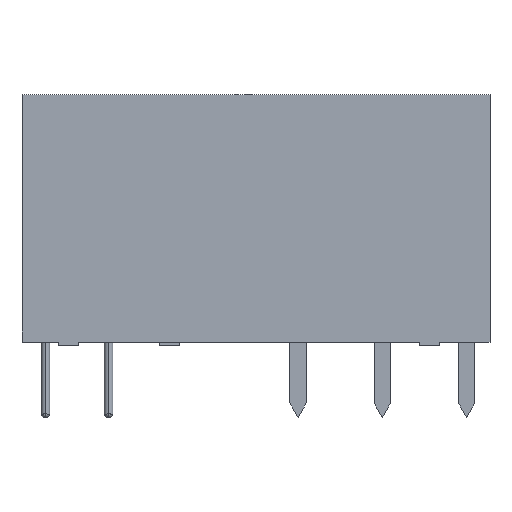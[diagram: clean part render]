
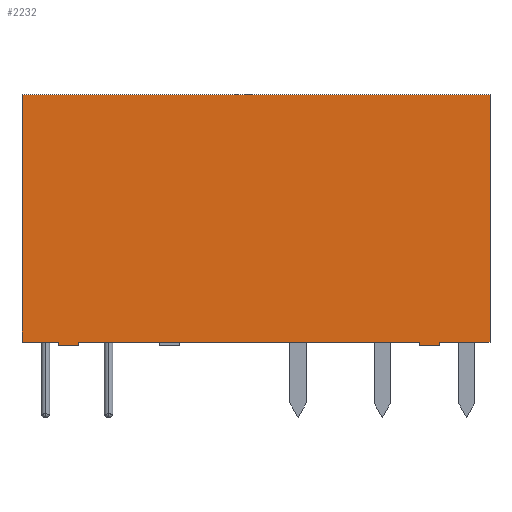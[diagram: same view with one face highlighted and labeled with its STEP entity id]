
A CAD part, top view. The second image highlights one B-rep face of the part: STEP entity #2232.
In plain terms, the highlighted planar face has unit normal (0, 0, 1).
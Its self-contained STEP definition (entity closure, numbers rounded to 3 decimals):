
#65 = CARTESIAN_POINT ( 'NONE',  ( -11.8, -0.2, 2.5 ) ) ;
#79 = AXIS2_PLACEMENT_3D ( 'NONE', #772, #768, #767 ) ;
#152 = DIRECTION ( 'NONE',  ( 0., -1., 0. ) ) ;
#224 = VECTOR ( 'NONE', #230, 1000. ) ;
#230 = DIRECTION ( 'NONE',  ( 0., -1., 0. ) ) ;
#258 = LINE ( 'NONE', #1886, #2130 ) ;
#262 = EDGE_CURVE ( 'NONE', #494, #475, #1065, .T. ) ;
#286 = LINE ( 'NONE', #2160, #1204 ) ;
#316 = FACE_OUTER_BOUND ( 'NONE', #439, .T. ) ;
#347 = CARTESIAN_POINT ( 'NONE',  ( -10.6, 0., 2.5 ) ) ;
#363 = ORIENTED_EDGE ( 'NONE', *, *, #1740, .T. ) ;
#392 = LINE ( 'NONE', #684, #408 ) ;
#408 = VECTOR ( 'NONE', #535, 1000. ) ;
#439 = EDGE_LOOP ( 'NONE', ( #1417, #624, #850, #2187, #363, #600, #2225, #761, #1367, #472, #1754, #1967 ) ) ;
#440 = DIRECTION ( 'NONE',  ( 1., 0., 0. ) ) ;
#472 = ORIENTED_EDGE ( 'NONE', *, *, #1823, .F. ) ;
#475 = VERTEX_POINT ( 'NONE', #1775 ) ;
#476 = CARTESIAN_POINT ( 'NONE',  ( 9.8, -0.2, 2.5 ) ) ;
#484 = VECTOR ( 'NONE', #666, 1000. ) ;
#494 = VERTEX_POINT ( 'NONE', #562 ) ;
#534 = LINE ( 'NONE', #667, #484 ) ;
#535 = DIRECTION ( 'NONE',  ( 0., 1., 0. ) ) ;
#562 = CARTESIAN_POINT ( 'NONE',  ( 9.8, -0.2, 2.5 ) ) ;
#600 = ORIENTED_EDGE ( 'NONE', *, *, #2005, .T. ) ;
#621 = DIRECTION ( 'NONE',  ( 0., -1., 0. ) ) ;
#624 = ORIENTED_EDGE ( 'NONE', *, *, #2183, .T. ) ;
#646 = CARTESIAN_POINT ( 'NONE',  ( -14., 0., 2.5 ) ) ;
#657 = CARTESIAN_POINT ( 'NONE',  ( -14., 14.8, 2.5 ) ) ;
#659 = CARTESIAN_POINT ( 'NONE',  ( -10.6, -0.2, 2.5 ) ) ;
#662 = LINE ( 'NONE', #1156, #1755 ) ;
#666 = DIRECTION ( 'NONE',  ( 0., 1., 0. ) ) ;
#667 = CARTESIAN_POINT ( 'NONE',  ( -10.6, 0., 2.5 ) ) ;
#684 = CARTESIAN_POINT ( 'NONE',  ( 11., 0., 2.5 ) ) ;
#702 = CARTESIAN_POINT ( 'NONE',  ( 14., 14.8, 2.5 ) ) ;
#761 = ORIENTED_EDGE ( 'NONE', *, *, #1574, .T. ) ;
#767 = DIRECTION ( 'NONE',  ( -1., 0., 0. ) ) ;
#768 = DIRECTION ( 'NONE',  ( 0., 0., -1. ) ) ;
#772 = CARTESIAN_POINT ( 'NONE',  ( -14., 14.8, 2.5 ) ) ;
#776 = DIRECTION ( 'NONE',  ( 1., 0., 0. ) ) ;
#800 = DIRECTION ( 'NONE',  ( 0., -1., 0. ) ) ;
#840 = VECTOR ( 'NONE', #776, 1000. ) ;
#844 = CARTESIAN_POINT ( 'NONE',  ( -14., 0., 2.5 ) ) ;
#850 = ORIENTED_EDGE ( 'NONE', *, *, #1009, .T. ) ;
#861 = VERTEX_POINT ( 'NONE', #2107 ) ;
#865 = VERTEX_POINT ( 'NONE', #1402 ) ;
#942 = CARTESIAN_POINT ( 'NONE',  ( 11., 0., 2.5 ) ) ;
#998 = LINE ( 'NONE', #1827, #224 ) ;
#1009 = EDGE_CURVE ( 'NONE', #865, #1620, #1762, .T. ) ;
#1029 = EDGE_CURVE ( 'NONE', #2272, #861, #662, .T. ) ;
#1065 = LINE ( 'NONE', #476, #1896 ) ;
#1096 = VERTEX_POINT ( 'NONE', #2108 ) ;
#1156 = CARTESIAN_POINT ( 'NONE',  ( -14., 0., 2.5 ) ) ;
#1169 = VECTOR ( 'NONE', #1238, 1000. ) ;
#1204 = VECTOR ( 'NONE', #440, 1000. ) ;
#1205 = DIRECTION ( 'NONE',  ( 1., 0., 0. ) ) ;
#1233 = LINE ( 'NONE', #657, #1841 ) ;
#1238 = DIRECTION ( 'NONE',  ( 1., 0., 0. ) ) ;
#1267 = EDGE_CURVE ( 'NONE', #1469, #1611, #1812, .T. ) ;
#1306 = CARTESIAN_POINT ( 'NONE',  ( -14., 14.8, 2.5 ) ) ;
#1321 = LINE ( 'NONE', #702, #2309 ) ;
#1367 = ORIENTED_EDGE ( 'NONE', *, *, #1267, .T. ) ;
#1402 = CARTESIAN_POINT ( 'NONE',  ( -11.8, -0.2, 2.5 ) ) ;
#1417 = ORIENTED_EDGE ( 'NONE', *, *, #1029, .T. ) ;
#1469 = VERTEX_POINT ( 'NONE', #942 ) ;
#1574 = EDGE_CURVE ( 'NONE', #475, #1469, #392, .T. ) ;
#1611 = VERTEX_POINT ( 'NONE', #1852 ) ;
#1619 = PLANE ( 'NONE',  #79 ) ;
#1620 = VERTEX_POINT ( 'NONE', #659 ) ;
#1621 = EDGE_CURVE ( 'NONE', #1620, #1910, #534, .T. ) ;
#1642 = VECTOR ( 'NONE', #1831, 1000. ) ;
#1682 = VERTEX_POINT ( 'NONE', #2142 ) ;
#1728 = DIRECTION ( 'NONE',  ( 1., 0., 0. ) ) ;
#1740 = EDGE_CURVE ( 'NONE', #1910, #1682, #2298, .T. ) ;
#1754 = ORIENTED_EDGE ( 'NONE', *, *, #2197, .F. ) ;
#1755 = VECTOR ( 'NONE', #1205, 1000. ) ;
#1762 = LINE ( 'NONE', #65, #840 ) ;
#1765 = VERTEX_POINT ( 'NONE', #1306 ) ;
#1775 = CARTESIAN_POINT ( 'NONE',  ( 11., -0.2, 2.5 ) ) ;
#1812 = LINE ( 'NONE', #646, #1169 ) ;
#1823 = EDGE_CURVE ( 'NONE', #1096, #1611, #1321, .T. ) ;
#1827 = CARTESIAN_POINT ( 'NONE',  ( -11.8, 0., 2.5 ) ) ;
#1831 = DIRECTION ( 'NONE',  ( 1., 0., 0. ) ) ;
#1841 = VECTOR ( 'NONE', #152, 1000. ) ;
#1852 = CARTESIAN_POINT ( 'NONE',  ( 14., 0., 2.5 ) ) ;
#1879 = CARTESIAN_POINT ( 'NONE',  ( -14., 0., 2.5 ) ) ;
#1886 = CARTESIAN_POINT ( 'NONE',  ( 9.8, 0., 2.5 ) ) ;
#1896 = VECTOR ( 'NONE', #1728, 1000. ) ;
#1910 = VERTEX_POINT ( 'NONE', #347 ) ;
#1967 = ORIENTED_EDGE ( 'NONE', *, *, #2029, .T. ) ;
#2005 = EDGE_CURVE ( 'NONE', #1682, #494, #258, .T. ) ;
#2029 = EDGE_CURVE ( 'NONE', #1765, #2272, #1233, .T. ) ;
#2107 = CARTESIAN_POINT ( 'NONE',  ( -11.8, 0., 2.5 ) ) ;
#2108 = CARTESIAN_POINT ( 'NONE',  ( 14., 14.8, 2.5 ) ) ;
#2130 = VECTOR ( 'NONE', #621, 1000. ) ;
#2142 = CARTESIAN_POINT ( 'NONE',  ( 9.8, 0., 2.5 ) ) ;
#2160 = CARTESIAN_POINT ( 'NONE',  ( -14., 14.8, 2.5 ) ) ;
#2183 = EDGE_CURVE ( 'NONE', #861, #865, #998, .T. ) ;
#2187 = ORIENTED_EDGE ( 'NONE', *, *, #1621, .T. ) ;
#2197 = EDGE_CURVE ( 'NONE', #1765, #1096, #286, .T. ) ;
#2225 = ORIENTED_EDGE ( 'NONE', *, *, #262, .T. ) ;
#2232 = ADVANCED_FACE ( 'NONE', ( #316 ), #1619, .F. ) ;
#2272 = VERTEX_POINT ( 'NONE', #844 ) ;
#2298 = LINE ( 'NONE', #1879, #1642 ) ;
#2309 = VECTOR ( 'NONE', #800, 1000. ) ;
